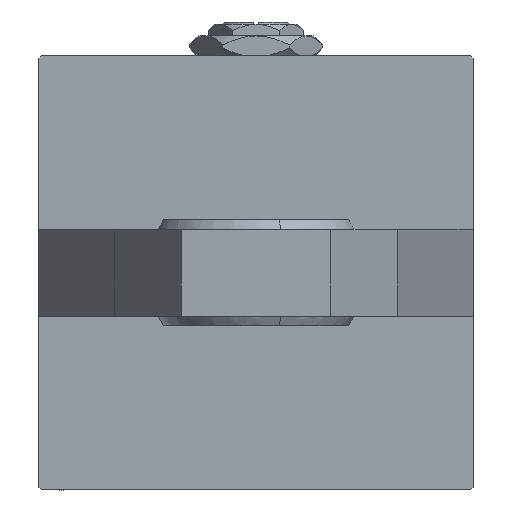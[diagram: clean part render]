
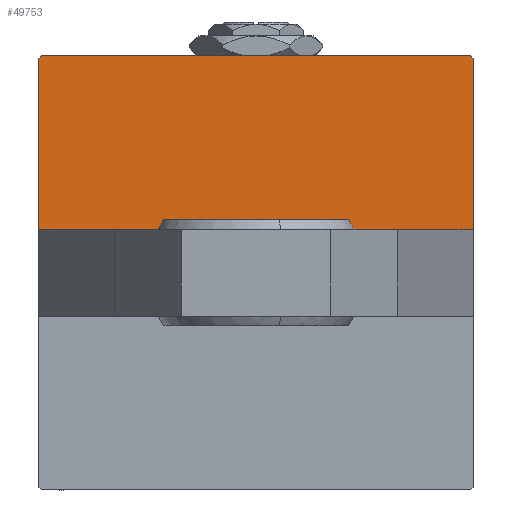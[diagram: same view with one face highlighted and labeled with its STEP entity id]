
A CAD part, left-side view. The second image highlights one B-rep face of the part: STEP entity #49753.
In plain terms, the highlighted planar face has unit normal (-1, 0, 0).
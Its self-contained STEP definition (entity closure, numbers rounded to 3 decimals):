
#396 = PLANE ( 'NONE',  #20372 ) ;
#1960 = LINE ( 'NONE', #42947, #7042 ) ;
#5794 = ORIENTED_EDGE ( 'NONE', *, *, #9958, .T. ) ;
#7042 = VECTOR ( 'NONE', #52337, 1000. ) ;
#7551 = ORIENTED_EDGE ( 'NONE', *, *, #48238, .T. ) ;
#8689 = EDGE_CURVE ( 'NONE', #35670, #10995, #1960, .T. ) ;
#9823 = ORIENTED_EDGE ( 'NONE', *, *, #8689, .T. ) ;
#9933 = CARTESIAN_POINT ( 'NONE',  ( 0., 45., 45. ) ) ;
#9958 = EDGE_CURVE ( 'NONE', #37410, #41452, #48649, .T. ) ;
#10995 = VERTEX_POINT ( 'NONE', #50380 ) ;
#11024 = DIRECTION ( 'NONE',  ( 0., -1., 0. ) ) ;
#11562 = CARTESIAN_POINT ( 'NONE',  ( 0., 9., 45. ) ) ;
#11923 = EDGE_CURVE ( 'NONE', #47284, #41452, #28685, .T. ) ;
#13269 = LINE ( 'NONE', #9933, #45179 ) ;
#14950 = ORIENTED_EDGE ( 'NONE', *, *, #11923, .F. ) ;
#15806 = EDGE_LOOP ( 'NONE', ( #14950, #42086, #9823, #19499, #7551, #5794 ) ) ;
#16195 = DIRECTION ( 'NONE',  ( 0., -0.707, -0.707 ) ) ;
#17843 = CARTESIAN_POINT ( 'NONE',  ( 0., 45., -44.5 ) ) ;
#19499 = ORIENTED_EDGE ( 'NONE', *, *, #31931, .T. ) ;
#19561 = VECTOR ( 'NONE', #28137, 1000. ) ;
#20372 = AXIS2_PLACEMENT_3D ( 'NONE', #47174, #21703, #21435 ) ;
#21435 = DIRECTION ( 'NONE',  ( 0., 0., 1. ) ) ;
#21703 = DIRECTION ( 'NONE',  ( -1., 0., 0. ) ) ;
#21731 = CARTESIAN_POINT ( 'NONE',  ( 0., 44.5, -45. ) ) ;
#24902 = VECTOR ( 'NONE', #33227, 1000. ) ;
#25194 = CARTESIAN_POINT ( 'NONE',  ( 0., 45., 45. ) ) ;
#25690 = VECTOR ( 'NONE', #11024, 1000. ) ;
#25734 = LINE ( 'NONE', #25194, #24902 ) ;
#26232 = VECTOR ( 'NONE', #16195, 1000. ) ;
#28137 = DIRECTION ( 'NONE',  ( 0., 0., -1. ) ) ;
#28685 = LINE ( 'NONE', #41163, #19561 ) ;
#29875 = DIRECTION ( 'NONE',  ( 0., 0., -1. ) ) ;
#31931 = EDGE_CURVE ( 'NONE', #10995, #51211, #13269, .T. ) ;
#32857 = EDGE_CURVE ( 'NONE', #35670, #47284, #25734, .T. ) ;
#33227 = DIRECTION ( 'NONE',  ( 0., -1., 0. ) ) ;
#33631 = CARTESIAN_POINT ( 'NONE',  ( 0., 44.75, -44.75 ) ) ;
#35374 = CARTESIAN_POINT ( 'NONE',  ( 0., 44.5, 45. ) ) ;
#35670 = VERTEX_POINT ( 'NONE', #35374 ) ;
#37410 = VERTEX_POINT ( 'NONE', #21731 ) ;
#37465 = CARTESIAN_POINT ( 'NONE',  ( 0., 9., -45. ) ) ;
#41163 = CARTESIAN_POINT ( 'NONE',  ( 0., 9., 45. ) ) ;
#41452 = VERTEX_POINT ( 'NONE', #37465 ) ;
#42086 = ORIENTED_EDGE ( 'NONE', *, *, #32857, .F. ) ;
#42947 = CARTESIAN_POINT ( 'NONE',  ( 0., 44.75, 44.75 ) ) ;
#45179 = VECTOR ( 'NONE', #29875, 1000. ) ;
#46378 = LINE ( 'NONE', #33631, #26232 ) ;
#47174 = CARTESIAN_POINT ( 'NONE',  ( 0., 0., 0. ) ) ;
#47284 = VERTEX_POINT ( 'NONE', #11562 ) ;
#47433 = FACE_OUTER_BOUND ( 'NONE', #15806, .T. ) ;
#48238 = EDGE_CURVE ( 'NONE', #51211, #37410, #46378, .T. ) ;
#48649 = LINE ( 'NONE', #48936, #25690 ) ;
#48936 = CARTESIAN_POINT ( 'NONE',  ( 0., 45., -45. ) ) ;
#49753 = ADVANCED_FACE ( 'NONE', ( #47433 ), #396, .T. ) ;
#50380 = CARTESIAN_POINT ( 'NONE',  ( 0., 45., 44.5 ) ) ;
#51211 = VERTEX_POINT ( 'NONE', #17843 ) ;
#52337 = DIRECTION ( 'NONE',  ( 0., 0.707, -0.707 ) ) ;
